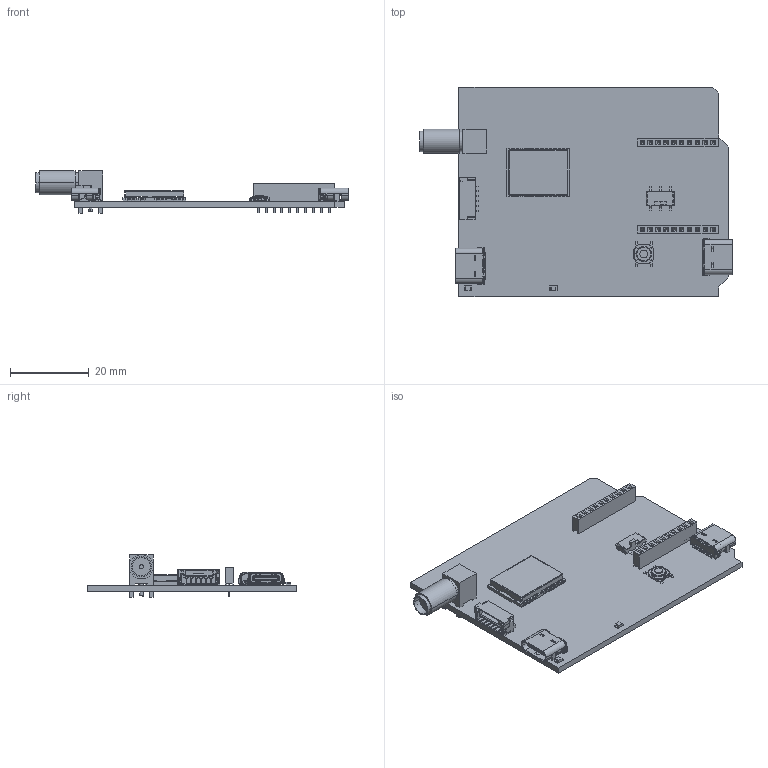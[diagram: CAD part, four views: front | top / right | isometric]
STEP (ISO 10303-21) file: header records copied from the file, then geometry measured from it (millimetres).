
FILE_DESCRIPTION (( 'STEP AP214' ), '1' );
FILE_NAME ('AS-GNSS-F10N-L1L5-NH-00-R00.STEP', '2024-11-25T15:56:02', ( '' ), ( '' ), 'SwSTEP 2.0', 'SolidWorks 2020', '' );
FILE_SCHEMA (( 'AUTOMOTIVE_DESIGN' ));
Length unit declared in the file: millimetre
Products named in the file (16): NEO-M8N-0.step.STEP; USB4105-GF-A--3DModel-STEP-56544.STEP-1.STEP; C-63-01-10-SV.stp.STEP; USB4105-GF-A--3DModel-STEP-56544.STEP.STEP; 0805_LED_7012X1--3DModel-STEP-1.step.STEP; AS-GNSS-F10N-L1L5-NH-00-R00; MMS-110-01-L-SV.stp-1.STEP; MMS-110-01-L-SV.stp.STEP; AYZ0202AGRLC--3DModel-STEP-56544.step.STEP; AS-GNSS-F10T-L1L5-NH-00-R00.STEP; simplegnss-pcb.STEP; USB4105.STEP.STEP; RFBat_S01-BJPT4-11BS00.step.STEP; SMD_SWITCH_TL3342F160QG--3DModel-STEP-520916.step.STEP; SM06B-GHS-TB(LF)(SN)--3DModel-STEP-56544.step.STEP; MMS-110-01-SV_socket.stp.STEP
Assembly tree (19 placements, depth 4):
  AS-GNSS-F10N-L1L5-NH-00-R00
    AS-GNSS-F10T-L1L5-NH-00-R00.STEP
      MMS-110-01-L-SV.stp.STEP
        C-63-01-10-SV.stp.STEP
        MMS-110-01-SV_socket.stp.STEP
      USB4105-GF-A--3DModel-STEP-56544.STEP.STEP
        USB4105.STEP.STEP
      USB4105-GF-A--3DModel-STEP-56544.STEP-1.STEP
        USB4105.STEP.STEP
      MMS-110-01-L-SV.stp-1.STEP
        C-63-01-10-SV.stp.STEP
        MMS-110-01-SV_socket.stp.STEP
      simplegnss-pcb.STEP
      AYZ0202AGRLC--3DModel-STEP-56544.step.STEP
      NEO-M8N-0.step.STEP
      RFBat_S01-BJPT4-11BS00.step.STEP
      SM06B-GHS-TB(LF)(SN)--3DModel-STEP-56544.step.STEP
      SMD_SWITCH_TL3342F160QG--3DModel-STEP-520916.step.STEP
      0805_LED_7012X1--3DModel-STEP-1.step.STEP  x2
Bounding box: 79.51 x 53.34 x 10.9 mm (x, y, z)
Volume: 7390.1 mm3; surface area: 12462.2 mm2
Topology: 152 solids, 152 shells, 3708 faces, 9669 edges, 6268 vertices
Faces by surface type: plane 3008, cylinder 622, cone 58, bspline 16, torus 4
Entity records: 74688 total; most frequent: CARTESIAN_POINT 13418, ORIENTED_EDGE 12554, DIRECTION 11875, EDGE_CURVE 6277, VECTOR 5423, LINE 5423, VERTEX_POINT 4074, AXIS2_PLACEMENT_3D 3226
